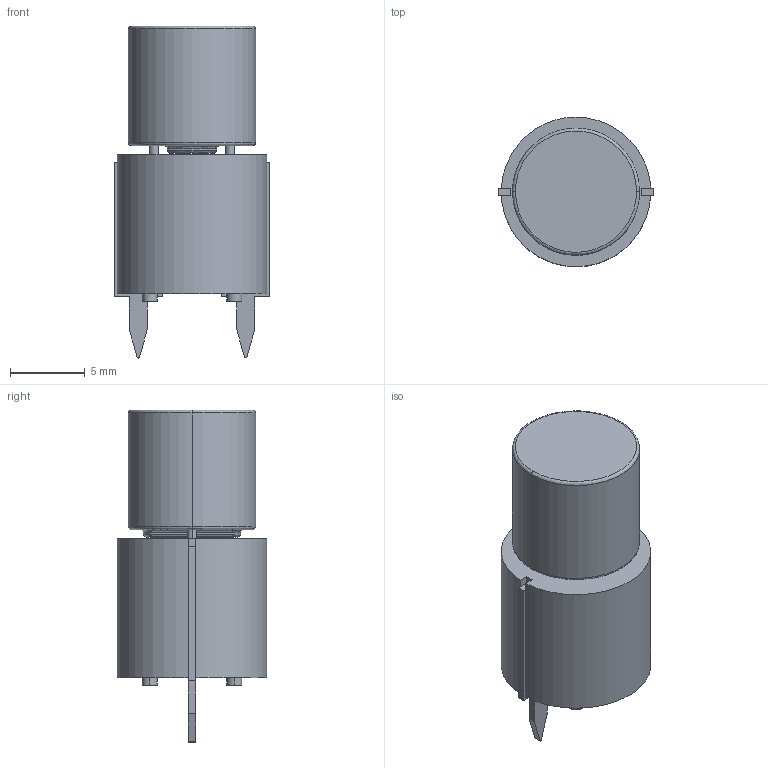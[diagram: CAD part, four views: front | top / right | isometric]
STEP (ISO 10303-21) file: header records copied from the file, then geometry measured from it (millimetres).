
FILE_DESCRIPTION(/* description */ (''),/* implementation_level */ '2;1');
FILE_NAME(/* name */ 'RA2445~1',/* time_stamp */ '2017-12-31T11:12:01+01:00',/* author */ (''),/* organization */ (''),/* preprocessor_version */ 'ST-DEVELOPER v14',/* originating_system */ '',/* authorisation */ '');
FILE_SCHEMA (('AUTOMOTIVE_DESIGN'));
Length unit declared in the file: millimetre
Products named in the file (1): Document
Bounding box: 10.4 x 10 x 22.2 mm (x, y, z)
Volume: 626.8 mm3; surface area: 1274.8 mm2
Topology: 3 solids, 7 shells, 134 faces, 315 edges, 200 vertices
Faces by surface type: bspline 97, plane 37
Entity records: 5021 total; most frequent: CARTESIAN_POINT 3186, ORIENTED_EDGE 622, EDGE_CURVE 315, VERTEX_POINT 200, EDGE_LOOP 148, ADVANCED_FACE 134, FACE_OUTER_BOUND 134, B_SPLINE_CURVE_WITH_KNOTS 64
